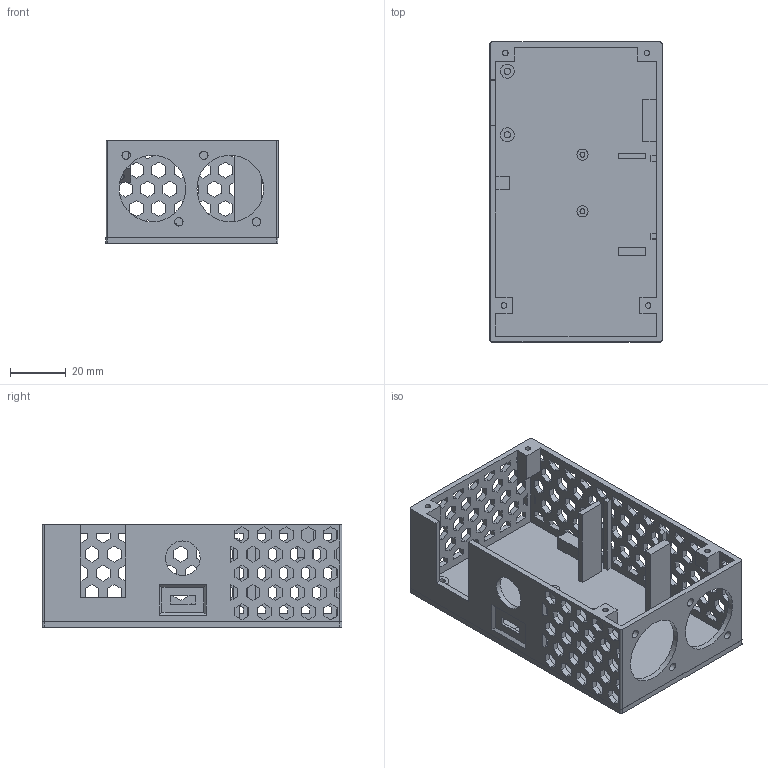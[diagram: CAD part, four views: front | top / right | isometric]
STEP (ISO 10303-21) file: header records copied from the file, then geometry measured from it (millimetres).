
FILE_DESCRIPTION(/* description */ ('STEP AP242','CAx-IF Rec.Pracs.---Representation and Presentation of Product Manufacturing Information (PMI)---4.0---2014-10-13','CAx-IF Rec.Pracs.---3D Tessellated Geometry---0.4---2014-09-14','2;1'),/* implementation_level */ '2;1');
FILE_NAME(/* name */ '679bcfecea8de967574646dc',/* time_stamp */ '2025-01-30T19:15:57Z',/* author */ (''),/* organization */ (''),/* preprocessor_version */ 'ST-DEVELOPER v20',/* originating_system */ 'ONSHAPE BY PTC INC, 1.192',/* authorisation */ ' ');
FILE_SCHEMA (('AP242_MANAGED_MODEL_BASED_3D_ENGINEERING_MIM_LF { 1 0 10303 442 1 1 4 }'));
Length unit declared in the file: metre
Products named in the file (3): Assembly; Part 1
Assembly tree (2 placements, depth 2):
  Assembly
    Part 1
    Part 1
Bounding box: 62.03 x 108.04 x 36.98 mm (x, y, z)
Volume: 32552.2 mm3; surface area: 39023.1 mm2
Topology: 2 solids, 2 shells, 853 faces, 2565 edges, 1698 vertices
Faces by surface type: plane 826, cylinder 27
Full cylindrical faces by diameter (mm): 1.8 x2, 2 x4, 2.3 x2, 3 x4, 4 x2, 5 x2, 12.5 x1, 24 x2
Entity records: 28667 total; most frequent: CARTESIAN_POINT 5080, ORIENTED_EDGE 5072, DIRECTION 4302, EDGE_CURVE 2536, LINE 2482, VECTOR 2482, VERTEX_POINT 1688, EDGE_LOOP 1144
